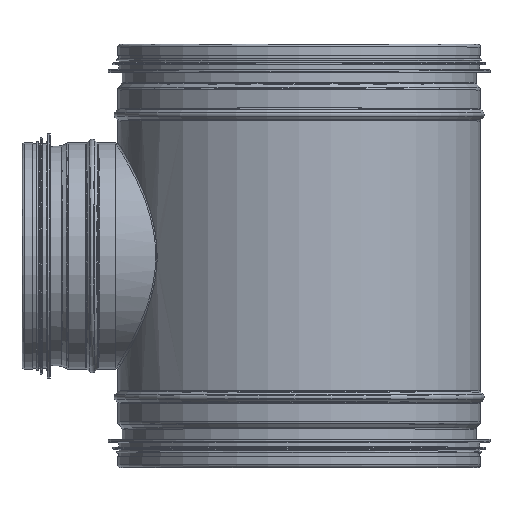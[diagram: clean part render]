
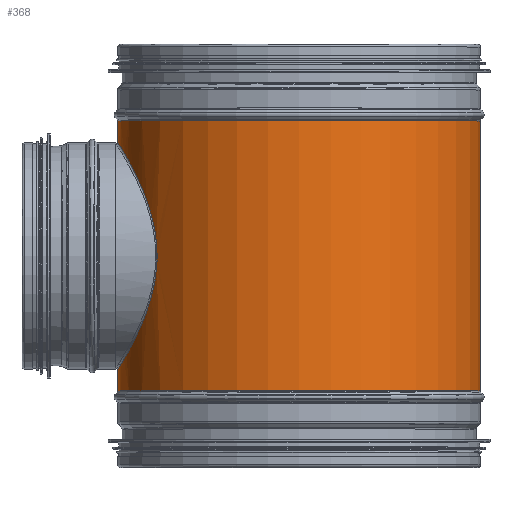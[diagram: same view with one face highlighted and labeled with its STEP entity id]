
A CAD part, top view. The second image highlights one B-rep face of the part: STEP entity #368.
In plain terms, the highlighted cylindrical face has radius 99.475 mm (diameter 198.95 mm), a full revolution.
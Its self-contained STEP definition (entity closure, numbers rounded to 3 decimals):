
#243=CARTESIAN_POINT('',(-77.867,115.5,61.903));
#244=VERTEX_POINT('',#243);
#285=CARTESIAN_POINT('',(-77.867,115.5,61.903));
#286=CARTESIAN_POINT('',(-77.867,120.315,61.903));
#287=CARTESIAN_POINT('',(-78.77,129.944,60.787));
#288=CARTESIAN_POINT('',(-83.477,147.648,54.461));
#289=CARTESIAN_POINT('',(-90.292,162.048,43.036));
#290=CARTESIAN_POINT('',(-95.864,172.06,27.588));
#291=CARTESIAN_POINT('',(-98.779,176.9,14.301));
#292=CARTESIAN_POINT('',(-99.824,178.588,0.003));
#293=CARTESIAN_POINT('',(-98.662,176.714,-15.898));
#294=CARTESIAN_POINT('',(-94.722,170.149,-31.903));
#295=CARTESIAN_POINT('',(-89.555,160.491,-43.713));
#296=CARTESIAN_POINT('',(-85.343,150.999,-51.224));
#297=CARTESIAN_POINT('',(-81.406,140.435,-57.339));
#298=CARTESIAN_POINT('',(-78.457,128.348,-61.164));
#299=CARTESIAN_POINT('',(-77.671,115.501,-62.149));
#300=CARTESIAN_POINT('',(-78.455,102.649,-61.165));
#301=CARTESIAN_POINT('',(-82.149,87.546,-56.379));
#302=CARTESIAN_POINT('',(-88.528,72.446,-46.073));
#303=CARTESIAN_POINT('',(-94.718,60.85,-31.903));
#304=CARTESIAN_POINT('',(-99.025,53.686,-14.444));
#305=CARTESIAN_POINT('',(-99.987,52.156,4.872));
#306=CARTESIAN_POINT('',(-97.207,56.637,23.529));
#307=CARTESIAN_POINT('',(-90.855,67.754,42.09));
#308=CARTESIAN_POINT('',(-83.479,83.352,54.458));
#309=CARTESIAN_POINT('',(-78.77,101.056,60.788));
#310=CARTESIAN_POINT('',(-77.866,110.685,61.903));
#311=CARTESIAN_POINT('',(-77.867,115.5,61.903));
#312=B_SPLINE_CURVE_WITH_KNOTS('',3,(#285,#286,#287,#288,#289,#290,#291,#292,#293,#294,#295,#296,#297,#298,#299,#300,#301,#302,#303,#304,#305,#306,#307,#308,#309,#310,#311),.UNSPECIFIED.,.T.,.U.,(4,1,1,1,1,1,1,1,1,1,1,1,1,1,1,1,1,1,1,1,1,1,1,1,4),(-38.348,-36.979,-35.609,-32.87,-31.5,-30.131,-28.761,-27.392,-25.566,-23.739,-22.826,-21.913,-20.087,-19.174,-18.261,-16.435,-14.609,-12.783,-10.957,-9.131,-7.304,-5.478,-2.739,-1.37,0.0),.UNSPECIFIED.);
#313=EDGE_CURVE('',#244,#244,#312,.T.);
#338=CARTESIAN_POINT('',(0.0,78.5,0.0));
#339=DIRECTION('',(0.0,-1.0,0.0));
#340=DIRECTION('',(1.0,0.0,0.0));
#341=AXIS2_PLACEMENT_3D('',#338,#339,#340);
#342=CYLINDRICAL_SURFACE('',#341,99.475);
#343=CARTESIAN_POINT('',(99.475,189.5,0.0));
#344=VERTEX_POINT('',#343);
#345=CARTESIAN_POINT('',(0.0,189.5,0.0));
#346=DIRECTION('',(0.0,-1.0,0.0));
#347=DIRECTION('',(1.0,0.0,0.0));
#348=AXIS2_PLACEMENT_3D('',#345,#346,#347);
#349=CIRCLE('',#348,99.475);
#350=EDGE_CURVE('',#344,#344,#349,.T.);
#351=ORIENTED_EDGE('',*,*,#350,.T.);
#352=EDGE_LOOP('',(#351));
#353=FACE_OUTER_BOUND('',#352,.T.);
#354=CARTESIAN_POINT('',(99.475,41.5,0.0));
#355=VERTEX_POINT('',#354);
#356=CARTESIAN_POINT('',(0.0,41.5,0.0));
#357=DIRECTION('',(0.0,-1.0,0.0));
#358=DIRECTION('',(1.0,0.0,0.0));
#359=AXIS2_PLACEMENT_3D('',#356,#357,#358);
#360=CIRCLE('',#359,99.475);
#361=EDGE_CURVE('',#355,#355,#360,.T.);
#362=ORIENTED_EDGE('',*,*,#361,.F.);
#363=EDGE_LOOP('',(#362));
#364=FACE_BOUND('',#363,.T.);
#365=ORIENTED_EDGE('',*,*,#313,.F.);
#366=EDGE_LOOP('',(#365));
#367=FACE_BOUND('',#366,.T.);
#368=ADVANCED_FACE('',(#353,#364,#367),#342,.T.);
